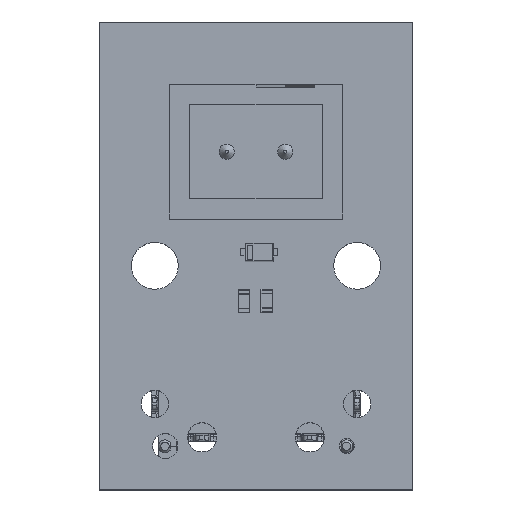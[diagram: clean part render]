
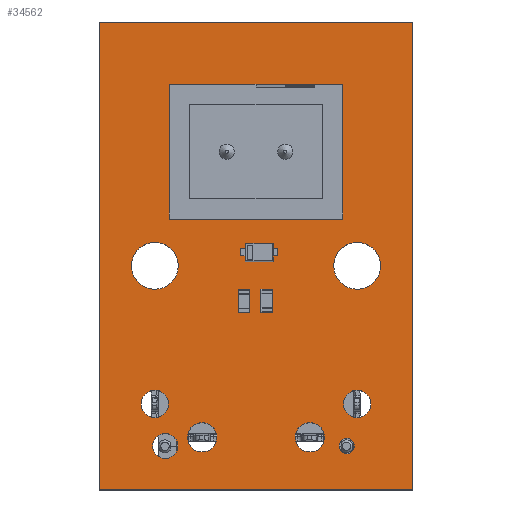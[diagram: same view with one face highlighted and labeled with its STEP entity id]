
A CAD part, top view. The second image highlights one B-rep face of the part: STEP entity #34562.
In plain terms, the highlighted planar face has unit normal (0, 0, 1).
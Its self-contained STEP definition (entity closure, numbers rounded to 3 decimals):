
#34340 = VERTEX_POINT('',#34341);
#34341 = CARTESIAN_POINT('',(37.212,-42.83,1.6));
#34347 = EDGE_CURVE('',#34340,#34348,#34350,.T.);
#34348 = VERTEX_POINT('',#34349);
#34349 = CARTESIAN_POINT('',(23.842,-42.83,1.6));
#34350 = LINE('',#34351,#34352);
#34351 = CARTESIAN_POINT('',(37.212,-42.83,1.6));
#34352 = VECTOR('',#34353,1.);
#34353 = DIRECTION('',(-1.,0.,0.));
#34380 = VERTEX_POINT('',#34381);
#34381 = CARTESIAN_POINT('',(37.212,-22.85,1.6));
#34387 = EDGE_CURVE('',#34380,#34340,#34388,.T.);
#34388 = LINE('',#34389,#34390);
#34389 = CARTESIAN_POINT('',(37.212,-22.85,1.6));
#34390 = VECTOR('',#34391,1.);
#34391 = DIRECTION('',(0.,-1.,0.));
#34409 = EDGE_CURVE('',#34348,#34410,#34412,.T.);
#34410 = VERTEX_POINT('',#34411);
#34411 = CARTESIAN_POINT('',(23.842,-22.85,1.6));
#34412 = LINE('',#34413,#34414);
#34413 = CARTESIAN_POINT('',(23.842,-42.83,1.6));
#34414 = VECTOR('',#34415,1.);
#34415 = DIRECTION('',(0.,1.,0.));
#34562 = ADVANCED_FACE('',(#34563,#34574,#34585,#34596,#34607,#34618,
    #34629,#34640,#34651,#34662,#34673),#34684,.T.);
#34563 = FACE_BOUND('',#34564,.T.);
#34564 = EDGE_LOOP('',(#34565,#34566,#34567,#34573));
#34565 = ORIENTED_EDGE('',*,*,#34347,.F.);
#34566 = ORIENTED_EDGE('',*,*,#34387,.F.);
#34567 = ORIENTED_EDGE('',*,*,#34568,.F.);
#34568 = EDGE_CURVE('',#34410,#34380,#34569,.T.);
#34569 = LINE('',#34570,#34571);
#34570 = CARTESIAN_POINT('',(23.842,-22.85,1.6));
#34571 = VECTOR('',#34572,1.);
#34572 = DIRECTION('',(1.,0.,0.));
#34573 = ORIENTED_EDGE('',*,*,#34409,.F.);
#34574 = FACE_BOUND('',#34575,.T.);
#34575 = EDGE_LOOP('',(#34576));
#34576 = ORIENTED_EDGE('',*,*,#34577,.T.);
#34577 = EDGE_CURVE('',#34578,#34578,#34580,.T.);
#34578 = VERTEX_POINT('',#34579);
#34579 = CARTESIAN_POINT('',(26.652,-41.49,1.6));
#34580 = CIRCLE('',#34581,0.535);
#34581 = AXIS2_PLACEMENT_3D('',#34582,#34583,#34584);
#34582 = CARTESIAN_POINT('',(26.652,-40.955,1.6));
#34583 = DIRECTION('',(-0.,0.,-1.));
#34584 = DIRECTION('',(-0.,-1.,0.));
#34585 = FACE_BOUND('',#34586,.T.);
#34586 = EDGE_LOOP('',(#34587));
#34587 = ORIENTED_EDGE('',*,*,#34588,.T.);
#34588 = EDGE_CURVE('',#34589,#34589,#34591,.T.);
#34589 = VERTEX_POINT('',#34590);
#34590 = CARTESIAN_POINT('',(26.207,-39.74,1.6));
#34591 = CIRCLE('',#34592,0.585);
#34592 = AXIS2_PLACEMENT_3D('',#34593,#34594,#34595);
#34593 = CARTESIAN_POINT('',(26.207,-39.155,1.6));
#34594 = DIRECTION('',(-0.,0.,-1.));
#34595 = DIRECTION('',(-0.,-1.,0.));
#34596 = FACE_BOUND('',#34597,.T.);
#34597 = EDGE_LOOP('',(#34598));
#34598 = ORIENTED_EDGE('',*,*,#34599,.T.);
#34599 = EDGE_CURVE('',#34600,#34600,#34602,.T.);
#34600 = VERTEX_POINT('',#34601);
#34601 = CARTESIAN_POINT('',(28.227,-41.21,1.6));
#34602 = CIRCLE('',#34603,0.625);
#34603 = AXIS2_PLACEMENT_3D('',#34604,#34605,#34606);
#34604 = CARTESIAN_POINT('',(28.227,-40.585,1.6));
#34605 = DIRECTION('',(-0.,0.,-1.));
#34606 = DIRECTION('',(-0.,-1.,0.));
#34607 = FACE_BOUND('',#34608,.T.);
#34608 = EDGE_LOOP('',(#34609));
#34609 = ORIENTED_EDGE('',*,*,#34610,.T.);
#34610 = EDGE_CURVE('',#34611,#34611,#34613,.T.);
#34611 = VERTEX_POINT('',#34612);
#34612 = CARTESIAN_POINT('',(32.827,-41.21,1.6));
#34613 = CIRCLE('',#34614,0.625);
#34614 = AXIS2_PLACEMENT_3D('',#34615,#34616,#34617);
#34615 = CARTESIAN_POINT('',(32.827,-40.585,1.6));
#34616 = DIRECTION('',(-0.,0.,-1.));
#34617 = DIRECTION('',(-0.,-1.,0.));
#34618 = FACE_BOUND('',#34619,.T.);
#34619 = EDGE_LOOP('',(#34620));
#34620 = ORIENTED_EDGE('',*,*,#34621,.T.);
#34621 = EDGE_CURVE('',#34622,#34622,#34624,.T.);
#34622 = VERTEX_POINT('',#34623);
#34623 = CARTESIAN_POINT('',(34.402,-41.28,1.6));
#34624 = CIRCLE('',#34625,0.325);
#34625 = AXIS2_PLACEMENT_3D('',#34626,#34627,#34628);
#34626 = CARTESIAN_POINT('',(34.402,-40.955,1.6));
#34627 = DIRECTION('',(-0.,0.,-1.));
#34628 = DIRECTION('',(-0.,-1.,0.));
#34629 = FACE_BOUND('',#34630,.T.);
#34630 = EDGE_LOOP('',(#34631));
#34631 = ORIENTED_EDGE('',*,*,#34632,.T.);
#34632 = EDGE_CURVE('',#34633,#34633,#34635,.T.);
#34633 = VERTEX_POINT('',#34634);
#34634 = CARTESIAN_POINT('',(34.847,-39.74,1.6));
#34635 = CIRCLE('',#34636,0.585);
#34636 = AXIS2_PLACEMENT_3D('',#34637,#34638,#34639);
#34637 = CARTESIAN_POINT('',(34.847,-39.155,1.6));
#34638 = DIRECTION('',(-0.,0.,-1.));
#34639 = DIRECTION('',(-0.,-1.,0.));
#34640 = FACE_BOUND('',#34641,.T.);
#34641 = EDGE_LOOP('',(#34642));
#34642 = ORIENTED_EDGE('',*,*,#34643,.F.);
#34643 = EDGE_CURVE('',#34644,#34644,#34646,.T.);
#34644 = VERTEX_POINT('',#34645);
#34645 = CARTESIAN_POINT('',(27.207,-33.26,1.6));
#34646 = CIRCLE('',#34647,1.);
#34647 = AXIS2_PLACEMENT_3D('',#34648,#34649,#34650);
#34648 = CARTESIAN_POINT('',(26.207,-33.26,1.6));
#34649 = DIRECTION('',(0.,0.,1.));
#34650 = DIRECTION('',(1.,0.,-0.));
#34651 = FACE_BOUND('',#34652,.T.);
#34652 = EDGE_LOOP('',(#34653));
#34653 = ORIENTED_EDGE('',*,*,#34654,.T.);
#34654 = EDGE_CURVE('',#34655,#34655,#34657,.T.);
#34655 = VERTEX_POINT('',#34656);
#34656 = CARTESIAN_POINT('',(29.277,-28.825,1.6));
#34657 = CIRCLE('',#34658,0.425);
#34658 = AXIS2_PLACEMENT_3D('',#34659,#34660,#34661);
#34659 = CARTESIAN_POINT('',(29.277,-28.4,1.6));
#34660 = DIRECTION('',(-0.,0.,-1.));
#34661 = DIRECTION('',(-0.,-1.,0.));
#34662 = FACE_BOUND('',#34663,.T.);
#34663 = EDGE_LOOP('',(#34664));
#34664 = ORIENTED_EDGE('',*,*,#34665,.F.);
#34665 = EDGE_CURVE('',#34666,#34666,#34668,.T.);
#34666 = VERTEX_POINT('',#34667);
#34667 = CARTESIAN_POINT('',(35.847,-33.26,1.6));
#34668 = CIRCLE('',#34669,1.);
#34669 = AXIS2_PLACEMENT_3D('',#34670,#34671,#34672);
#34670 = CARTESIAN_POINT('',(34.847,-33.26,1.6));
#34671 = DIRECTION('',(0.,0.,1.));
#34672 = DIRECTION('',(1.,0.,-0.));
#34673 = FACE_BOUND('',#34674,.T.);
#34674 = EDGE_LOOP('',(#34675));
#34675 = ORIENTED_EDGE('',*,*,#34676,.T.);
#34676 = EDGE_CURVE('',#34677,#34677,#34679,.T.);
#34677 = VERTEX_POINT('',#34678);
#34678 = CARTESIAN_POINT('',(31.777,-28.825,1.6));
#34679 = CIRCLE('',#34680,0.425);
#34680 = AXIS2_PLACEMENT_3D('',#34681,#34682,#34683);
#34681 = CARTESIAN_POINT('',(31.777,-28.4,1.6));
#34682 = DIRECTION('',(-0.,0.,-1.));
#34683 = DIRECTION('',(-0.,-1.,0.));
#34684 = PLANE('',#34685);
#34685 = AXIS2_PLACEMENT_3D('',#34686,#34687,#34688);
#34686 = CARTESIAN_POINT('',(0.,0.,1.6));
#34687 = DIRECTION('',(0.,0.,1.));
#34688 = DIRECTION('',(1.,0.,-0.));
